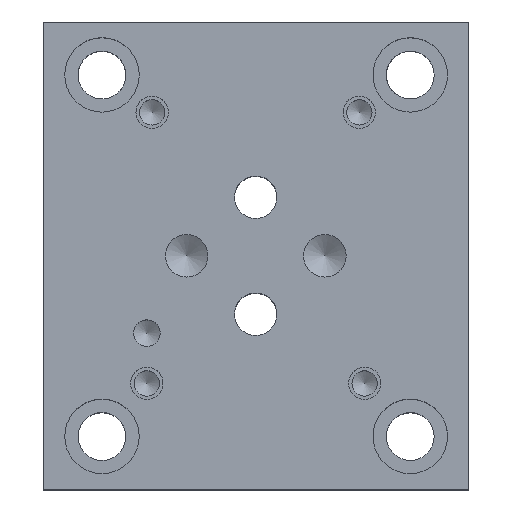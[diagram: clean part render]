
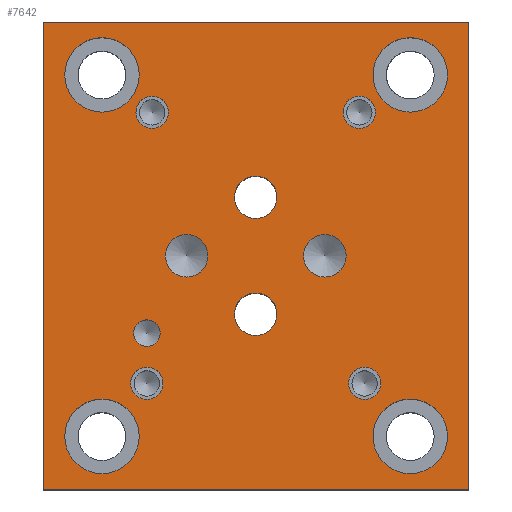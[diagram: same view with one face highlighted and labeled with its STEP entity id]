
A CAD part, top view. The second image highlights one B-rep face of the part: STEP entity #7642.
In plain terms, the highlighted planar face has unit normal (0, 0, 1).
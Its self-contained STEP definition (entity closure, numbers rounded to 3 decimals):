
#81=CIRCLE('',#7957,5.563);
#84=CIRCLE('',#7963,5.563);
#87=CIRCLE('',#7969,5.563);
#90=CIRCLE('',#7975,5.563);
#91=CIRCLE('',#7978,3.175);
#92=CIRCLE('',#7980,3.175);
#94=CIRCLE('',#7984,3.175);
#96=CIRCLE('',#7988,3.175);
#98=CIRCLE('',#7992,1.981);
#102=CIRCLE('',#7999,2.413);
#106=CIRCLE('',#8007,2.413);
#110=CIRCLE('',#8015,2.413);
#114=CIRCLE('',#8023,2.413);
#181=FACE_BOUND('',#1326,.T.);
#182=FACE_BOUND('',#1327,.T.);
#183=FACE_BOUND('',#1328,.T.);
#184=FACE_BOUND('',#1329,.T.);
#185=FACE_BOUND('',#1330,.T.);
#186=FACE_BOUND('',#1331,.T.);
#187=FACE_BOUND('',#1332,.T.);
#188=FACE_BOUND('',#1333,.T.);
#189=FACE_BOUND('',#1334,.T.);
#190=FACE_BOUND('',#1335,.T.);
#191=FACE_BOUND('',#1336,.T.);
#192=FACE_BOUND('',#1337,.T.);
#193=FACE_BOUND('',#1338,.T.);
#877=FACE_OUTER_BOUND('',#1325,.T.);
#1325=EDGE_LOOP('',(#6655,#6656,#6657,#6658));
#1326=EDGE_LOOP('',(#6659));
#1327=EDGE_LOOP('',(#6660));
#1328=EDGE_LOOP('',(#6661));
#1329=EDGE_LOOP('',(#6662));
#1330=EDGE_LOOP('',(#6663));
#1331=EDGE_LOOP('',(#6664));
#1332=EDGE_LOOP('',(#6665));
#1333=EDGE_LOOP('',(#6666));
#1334=EDGE_LOOP('',(#6667));
#1335=EDGE_LOOP('',(#6668));
#1336=EDGE_LOOP('',(#6669));
#1337=EDGE_LOOP('',(#6670));
#1338=EDGE_LOOP('',(#6671));
#1676=LINE('',#11693,#2447);
#2106=LINE('',#12966,#2877);
#2107=LINE('',#12970,#2878);
#2109=LINE('',#12973,#2880);
#2447=VECTOR('',#8557,10.);
#2877=VECTOR('',#9531,10.);
#2878=VECTOR('',#9536,10.);
#2880=VECTOR('',#9540,10.);
#3221=VERTEX_POINT('',#11690);
#3222=VERTEX_POINT('',#11692);
#3530=VERTEX_POINT('',#12826);
#3533=VERTEX_POINT('',#12837);
#3536=VERTEX_POINT('',#12848);
#3539=VERTEX_POINT('',#12859);
#3540=VERTEX_POINT('',#12865);
#3541=VERTEX_POINT('',#12869);
#3544=VERTEX_POINT('',#12878);
#3547=VERTEX_POINT('',#12887);
#3550=VERTEX_POINT('',#12896);
#3555=VERTEX_POINT('',#12910);
#3560=VERTEX_POINT('',#12926);
#3565=VERTEX_POINT('',#12942);
#3570=VERTEX_POINT('',#12958);
#3571=VERTEX_POINT('',#12964);
#3572=VERTEX_POINT('',#12969);
#4082=EDGE_CURVE('',#3222,#3221,#1676,.T.);
#4539=EDGE_CURVE('',#3530,#3530,#81,.T.);
#4544=EDGE_CURVE('',#3533,#3533,#84,.T.);
#4549=EDGE_CURVE('',#3536,#3536,#87,.T.);
#4554=EDGE_CURVE('',#3539,#3539,#90,.T.);
#4557=EDGE_CURVE('',#3540,#3540,#91,.T.);
#4559=EDGE_CURVE('',#3541,#3541,#92,.T.);
#4563=EDGE_CURVE('',#3544,#3544,#94,.T.);
#4567=EDGE_CURVE('',#3547,#3547,#96,.T.);
#4571=EDGE_CURVE('',#3550,#3550,#98,.T.);
#4577=EDGE_CURVE('',#3555,#3555,#102,.T.);
#4584=EDGE_CURVE('',#3560,#3560,#106,.T.);
#4591=EDGE_CURVE('',#3565,#3565,#110,.T.);
#4598=EDGE_CURVE('',#3570,#3570,#114,.T.);
#4602=EDGE_CURVE('',#3221,#3571,#2106,.T.);
#4603=EDGE_CURVE('',#3572,#3222,#2107,.T.);
#4605=EDGE_CURVE('',#3571,#3572,#2109,.T.);
#6655=ORIENTED_EDGE('',*,*,#4605,.T.);
#6656=ORIENTED_EDGE('',*,*,#4603,.T.);
#6657=ORIENTED_EDGE('',*,*,#4082,.T.);
#6658=ORIENTED_EDGE('',*,*,#4602,.T.);
#6659=ORIENTED_EDGE('',*,*,#4539,.T.);
#6660=ORIENTED_EDGE('',*,*,#4544,.T.);
#6661=ORIENTED_EDGE('',*,*,#4549,.T.);
#6662=ORIENTED_EDGE('',*,*,#4554,.T.);
#6663=ORIENTED_EDGE('',*,*,#4557,.T.);
#6664=ORIENTED_EDGE('',*,*,#4559,.T.);
#6665=ORIENTED_EDGE('',*,*,#4563,.T.);
#6666=ORIENTED_EDGE('',*,*,#4567,.T.);
#6667=ORIENTED_EDGE('',*,*,#4571,.T.);
#6668=ORIENTED_EDGE('',*,*,#4577,.T.);
#6669=ORIENTED_EDGE('',*,*,#4584,.T.);
#6670=ORIENTED_EDGE('',*,*,#4591,.T.);
#6671=ORIENTED_EDGE('',*,*,#4598,.T.);
#6926=PLANE('',#8029);
#7642=ADVANCED_FACE('',(#877,#181,#182,#183,#184,#185,#186,#187,#188,#189,
#190,#191,#192,#193),#6926,.T.);
#7957=AXIS2_PLACEMENT_3D('',#12827,#9364,#9365);
#7963=AXIS2_PLACEMENT_3D('',#12838,#9378,#9379);
#7969=AXIS2_PLACEMENT_3D('',#12849,#9392,#9393);
#7975=AXIS2_PLACEMENT_3D('',#12860,#9406,#9407);
#7978=AXIS2_PLACEMENT_3D('',#12866,#9414,#9415);
#7980=AXIS2_PLACEMENT_3D('',#12870,#9419,#9420);
#7984=AXIS2_PLACEMENT_3D('',#12879,#9429,#9430);
#7988=AXIS2_PLACEMENT_3D('',#12888,#9439,#9440);
#7992=AXIS2_PLACEMENT_3D('',#12897,#9449,#9450);
#7999=AXIS2_PLACEMENT_3D('',#12911,#9465,#9466);
#8007=AXIS2_PLACEMENT_3D('',#12927,#9484,#9485);
#8015=AXIS2_PLACEMENT_3D('',#12943,#9503,#9504);
#8023=AXIS2_PLACEMENT_3D('',#12959,#9522,#9523);
#8029=AXIS2_PLACEMENT_3D('',#12974,#9541,#9542);
#8557=DIRECTION('',(-1.,0.,0.));
#9364=DIRECTION('center_axis',(0.,0.,-1.));
#9365=DIRECTION('ref_axis',(1.,0.,0.));
#9378=DIRECTION('center_axis',(0.,0.,-1.));
#9379=DIRECTION('ref_axis',(1.,0.,0.));
#9392=DIRECTION('center_axis',(0.,0.,-1.));
#9393=DIRECTION('ref_axis',(1.,0.,0.));
#9406=DIRECTION('center_axis',(0.,0.,-1.));
#9407=DIRECTION('ref_axis',(1.,0.,0.));
#9414=DIRECTION('center_axis',(0.,0.,-1.));
#9415=DIRECTION('ref_axis',(1.,0.,0.));
#9419=DIRECTION('center_axis',(0.,0.,-1.));
#9420=DIRECTION('ref_axis',(1.,0.,0.));
#9429=DIRECTION('center_axis',(0.,0.,-1.));
#9430=DIRECTION('ref_axis',(1.,0.,0.));
#9439=DIRECTION('center_axis',(0.,0.,-1.));
#9440=DIRECTION('ref_axis',(1.,0.,0.));
#9449=DIRECTION('center_axis',(0.,0.,-1.));
#9450=DIRECTION('ref_axis',(1.,0.,0.));
#9465=DIRECTION('center_axis',(0.,0.,-1.));
#9466=DIRECTION('ref_axis',(1.,0.,0.));
#9484=DIRECTION('center_axis',(0.,0.,-1.));
#9485=DIRECTION('ref_axis',(1.,0.,0.));
#9503=DIRECTION('center_axis',(0.,0.,-1.));
#9504=DIRECTION('ref_axis',(1.,0.,0.));
#9522=DIRECTION('center_axis',(0.,0.,-1.));
#9523=DIRECTION('ref_axis',(1.,0.,0.));
#9531=DIRECTION('',(0.,-1.,0.));
#9536=DIRECTION('',(0.,1.,0.));
#9540=DIRECTION('',(1.,0.,0.));
#9541=DIRECTION('center_axis',(0.,0.,1.));
#9542=DIRECTION('ref_axis',(1.,0.,0.));
#11690=CARTESIAN_POINT('',(0.,69.85,38.1));
#11692=CARTESIAN_POINT('',(63.5,69.85,38.1));
#11693=CARTESIAN_POINT('',(63.5,69.85,38.1));
#12826=CARTESIAN_POINT('',(3.175,61.951,38.1));
#12827=CARTESIAN_POINT('Origin',(8.738,61.951,38.1));
#12837=CARTESIAN_POINT('',(3.175,7.95,38.1));
#12838=CARTESIAN_POINT('Origin',(8.738,7.95,38.1));
#12848=CARTESIAN_POINT('',(49.232,7.95,38.1));
#12849=CARTESIAN_POINT('Origin',(54.794,7.95,38.1));
#12859=CARTESIAN_POINT('',(49.232,61.951,38.1));
#12860=CARTESIAN_POINT('Origin',(54.794,61.951,38.1));
#12865=CARTESIAN_POINT('',(28.524,43.663,38.1));
#12866=CARTESIAN_POINT('Origin',(31.699,43.663,38.1));
#12869=CARTESIAN_POINT('',(28.524,26.187,38.1));
#12870=CARTESIAN_POINT('Origin',(31.699,26.187,38.1));
#12878=CARTESIAN_POINT('',(18.212,34.925,38.1));
#12879=CARTESIAN_POINT('Origin',(21.387,34.925,38.1));
#12887=CARTESIAN_POINT('',(38.862,34.925,38.1));
#12888=CARTESIAN_POINT('Origin',(42.037,34.925,38.1));
#12896=CARTESIAN_POINT('',(13.462,23.368,38.1));
#12897=CARTESIAN_POINT('Origin',(15.443,23.368,38.1));
#12910=CARTESIAN_POINT('',(45.568,15.875,38.1));
#12911=CARTESIAN_POINT('Origin',(47.981,15.875,38.1));
#12926=CARTESIAN_POINT('',(13.818,56.363,38.1));
#12927=CARTESIAN_POINT('Origin',(16.231,56.363,38.1));
#12942=CARTESIAN_POINT('',(44.78,56.363,38.1));
#12943=CARTESIAN_POINT('Origin',(47.193,56.363,38.1));
#12958=CARTESIAN_POINT('',(13.03,15.875,38.1));
#12959=CARTESIAN_POINT('Origin',(15.443,15.875,38.1));
#12964=CARTESIAN_POINT('',(0.,0.,38.1));
#12966=CARTESIAN_POINT('',(0.,69.85,38.1));
#12969=CARTESIAN_POINT('',(63.5,0.,38.1));
#12970=CARTESIAN_POINT('',(63.5,0.,38.1));
#12973=CARTESIAN_POINT('',(0.,0.,38.1));
#12974=CARTESIAN_POINT('Origin',(31.75,34.925,38.1));
